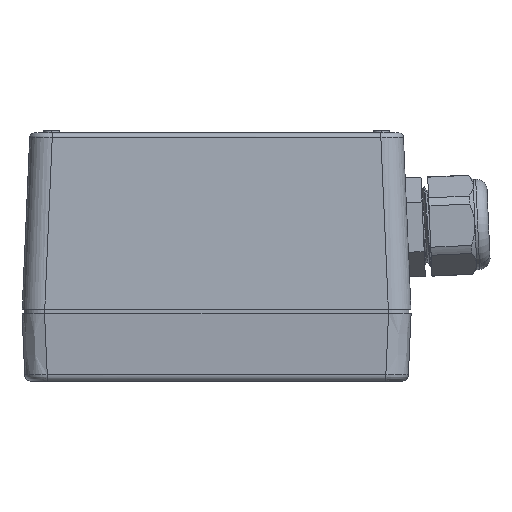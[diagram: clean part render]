
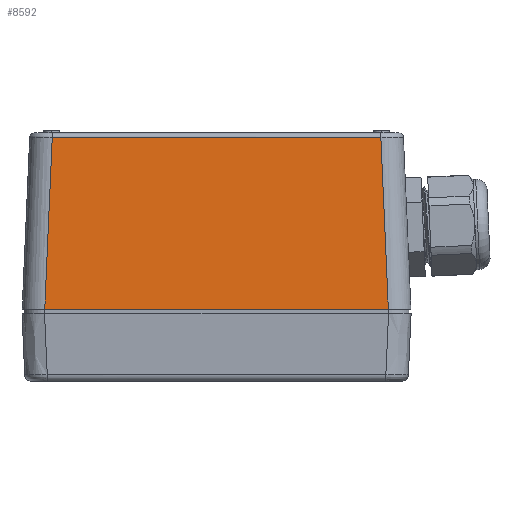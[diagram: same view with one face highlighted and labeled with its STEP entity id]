
A CAD part, left-side view. The second image highlights one B-rep face of the part: STEP entity #8592.
In plain terms, the highlighted free-form (B-spline) face has degree [1, 1] with [2, 2] control points.
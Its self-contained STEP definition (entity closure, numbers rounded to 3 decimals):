
#216 = ORIENTED_EDGE ( 'NONE', *, *, #4341, .F. ) ;
#1398 = ORIENTED_EDGE ( 'NONE', *, *, #23139, .T. ) ;
#1732 = VERTEX_POINT ( 'NONE', #4827 ) ;
#3328 = VERTEX_POINT ( 'NONE', #17997 ) ;
#3479 = VECTOR ( 'NONE', #22697, 1000. ) ;
#3852 = CARTESIAN_POINT ( 'NONE',  ( -81.262, 39.584, 39.804 ) ) ;
#4005 = ORIENTED_EDGE ( 'NONE', *, *, #13174, .T. ) ;
#4341 = EDGE_CURVE ( 'NONE', #14508, #15909, #17126, .T. ) ;
#4827 = CARTESIAN_POINT ( 'NONE',  ( -82.956, -38.061, 1. ) ) ;
#5574 = CARTESIAN_POINT ( 'NONE',  ( -81.262, -39.584, 39.804 ) ) ;
#6545 = CARTESIAN_POINT ( 'NONE',  ( -82.956, 38.061, 1. ) ) ;
#7007 = DIRECTION ( 'NONE',  ( 0.044, 0.044, 0.998 ) ) ;
#7037 = LINE ( 'NONE', #6545, #16848 ) ;
#7564 = CARTESIAN_POINT ( 'NONE',  ( -82.99, 39.584, 0.239 ) ) ;
#7837 = VECTOR ( 'NONE', #7007, 1000. ) ;
#7999 = EDGE_LOOP ( 'NONE', ( #22685, #4005, #216, #1398 ) ) ;
#8592 = ADVANCED_FACE ( 'NONE', ( #13250 ), #15473, .F. ) ;
#12607 = DIRECTION ( 'NONE',  ( 0., -1., 0. ) ) ;
#13174 = EDGE_CURVE ( 'NONE', #1732, #15909, #16411, .T. ) ;
#13250 = FACE_OUTER_BOUND ( 'NONE', #7999, .T. ) ;
#13614 = VECTOR ( 'NONE', #24251, 1000. ) ;
#14500 = CARTESIAN_POINT ( 'NONE',  ( -81.295, 36.4, 39.044 ) ) ;
#14508 = VERTEX_POINT ( 'NONE', #15489 ) ;
#14744 = LINE ( 'NONE', #14500, #13614 ) ;
#15160 = CARTESIAN_POINT ( 'NONE',  ( -81.295, 36.4, 39.044 ) ) ;
#15473 = B_SPLINE_SURFACE_WITH_KNOTS ( 'NONE', 1, 1, ( 
 ( #7564, #20791 ),
 ( #3852, #5574 ) ),
 .UNSPECIFIED., .F., .F., .F.,
 ( 2, 2 ),
 ( 2, 2 ),
 ( -19.802, 19.802 ),
 ( -39.584, 39.584 ),
 .UNSPECIFIED. ) ;
#15489 = CARTESIAN_POINT ( 'NONE',  ( -81.295, 36.4, 39.044 ) ) ;
#15909 = VERTEX_POINT ( 'NONE', #23238 ) ;
#16411 = LINE ( 'NONE', #23945, #7837 ) ;
#16848 = VECTOR ( 'NONE', #12607, 1000. ) ;
#17126 = LINE ( 'NONE', #15160, #3479 ) ;
#17997 = CARTESIAN_POINT ( 'NONE',  ( -82.956, 38.061, 1. ) ) ;
#18274 = EDGE_CURVE ( 'NONE', #3328, #1732, #7037, .T. ) ;
#20791 = CARTESIAN_POINT ( 'NONE',  ( -82.99, -39.584, 0.239 ) ) ;
#22685 = ORIENTED_EDGE ( 'NONE', *, *, #18274, .T. ) ;
#22697 = DIRECTION ( 'NONE',  ( 0., -1., 0. ) ) ;
#23139 = EDGE_CURVE ( 'NONE', #14508, #3328, #14744, .T. ) ;
#23238 = CARTESIAN_POINT ( 'NONE',  ( -81.295, -36.4, 39.044 ) ) ;
#23945 = CARTESIAN_POINT ( 'NONE',  ( -82.956, -38.061, 1. ) ) ;
#24251 = DIRECTION ( 'NONE',  ( -0.044, 0.044, -0.998 ) ) ;
